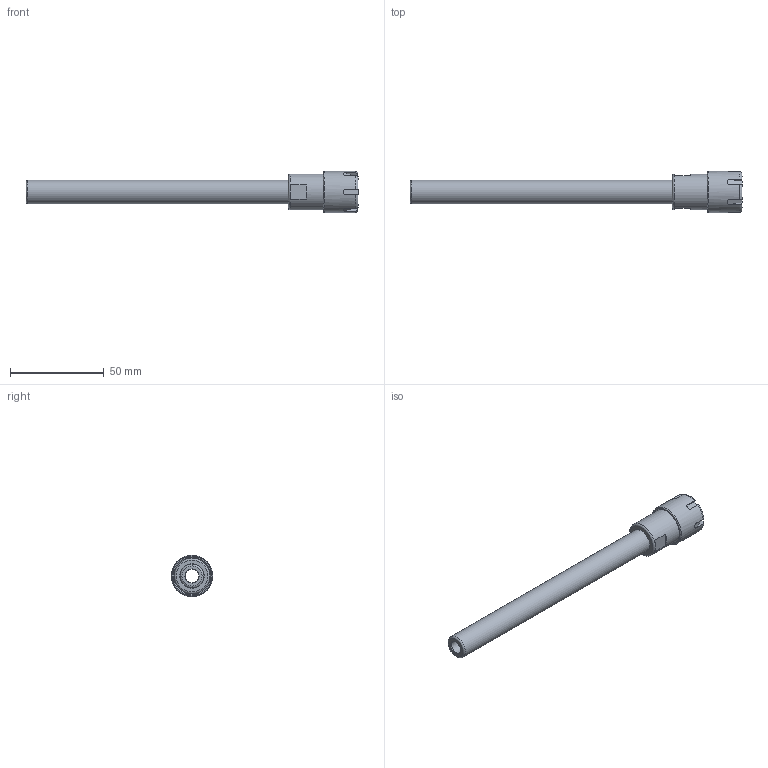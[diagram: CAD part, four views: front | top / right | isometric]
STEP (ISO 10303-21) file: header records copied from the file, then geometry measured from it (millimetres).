
FILE_DESCRIPTION(/* description */ (''),/* implementation_level */ '2;1');
FILE_NAME(/* name */ 'S050-ER16M-0552.stp',/* time_stamp */ '2019-06-13T16:16:56-05:00',/* author */ ('ldfli'),/* organization */ (''),/* preprocessor_version */ 'ST-DEVELOPER v18',/* originating_system */ 'Autodesk Inventor LT',/* authorisation */ '');
FILE_SCHEMA (('AUTOMOTIVE_DESIGN { 1 0 10303 214 3 1 1 }'));
Length unit declared in the file: millimetre
Products named in the file (1): S050-ER16M-0552
Bounding box: 177.04 x 22 x 22 mm (x, y, z)
Volume: 18852.1 mm3; surface area: 14474.1 mm2
Topology: 2 solids, 2 shells, 63 faces, 181 edges, 128 vertices
Faces by surface type: plane 33, torus 12, cylinder 10, cone 8
Full cylindrical faces by diameter (mm): 7.05 x1, 11.21 x1, 12.55 x1, 12.7 x1, 16.3 x1, 18 x1, 18.5 x1, 19 x1, 19.4 x1, 22 x1
Entity records: 2283 total; most frequent: CARTESIAN_POINT 481, DIRECTION 397, ORIENTED_EDGE 362, EDGE_CURVE 181, AXIS2_PLACEMENT_3D 164, VERTEX_POINT 128, CIRCLE 93, EDGE_LOOP 73
